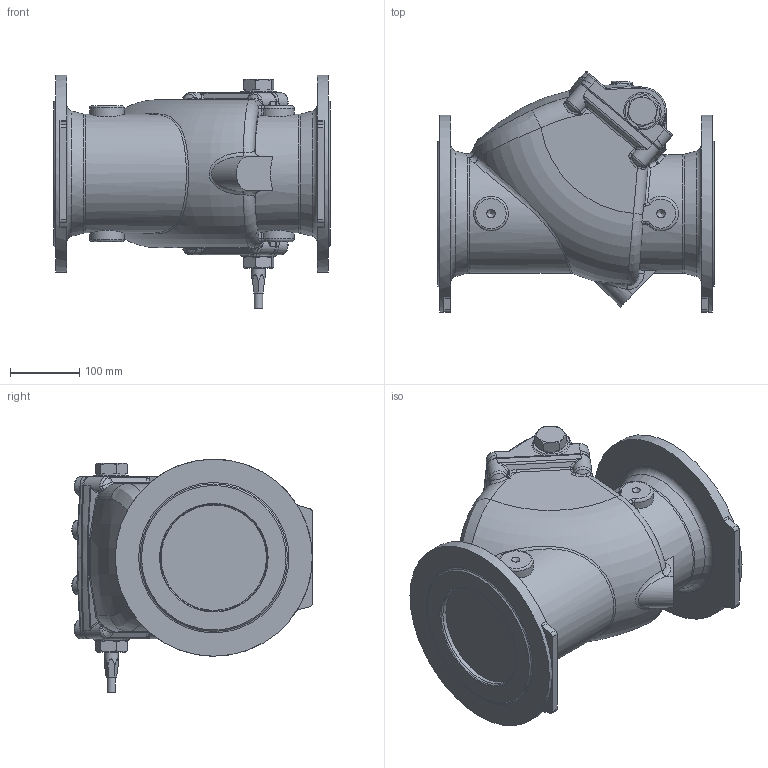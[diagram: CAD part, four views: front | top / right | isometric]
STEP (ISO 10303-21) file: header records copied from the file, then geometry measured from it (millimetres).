
FILE_DESCRIPTION (( 'STEP AP203' ), '1' );
FILE_NAME ('O_41_60_DN150.STEP', '2014-09-05T08:12:06', ( '' ), ( '' ), 'SwSTEP 2.0', 'SolidWorks 2012', '' );
FILE_SCHEMA (( 'CONFIG_CONTROL_DESIGN' ));
Length unit declared in the file: millimetre
Products named in the file (1): O_41_60_DN150
Bounding box: 400 x 348.03 x 338 mm (x, y, z)
Volume: 17024578.8 mm3; surface area: 584974.1 mm2
Topology: 1 solids, 1 shells, 518 faces, 1278 edges, 749 vertices
Faces by surface type: bspline 210, cylinder 121, plane 108, torus 43, cone 24, sphere 12
Full cylindrical faces by diameter (mm): 12 x1, 20 x1, 30 x1, 50 x4, 152.4 x2, 171.4 x1, 285 x2
Entity records: 27147 total; most frequent: CARTESIAN_POINT 17013, ORIENTED_EDGE 2394, DIRECTION 1646, EDGE_CURVE 1197, VERTEX_POINT 730, AXIS2_PLACEMENT_3D 678, EDGE_LOOP 567, FACE_OUTER_BOUND 543
